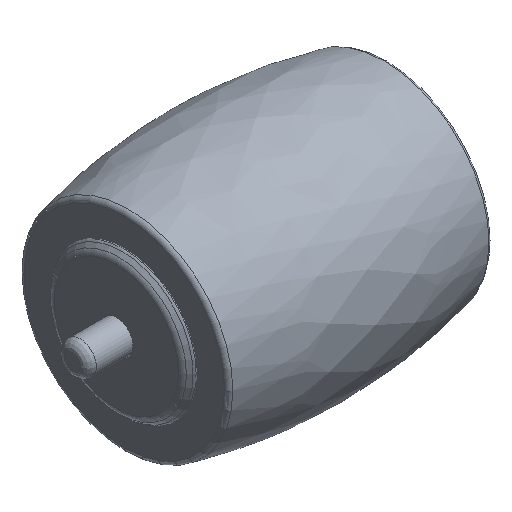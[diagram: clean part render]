
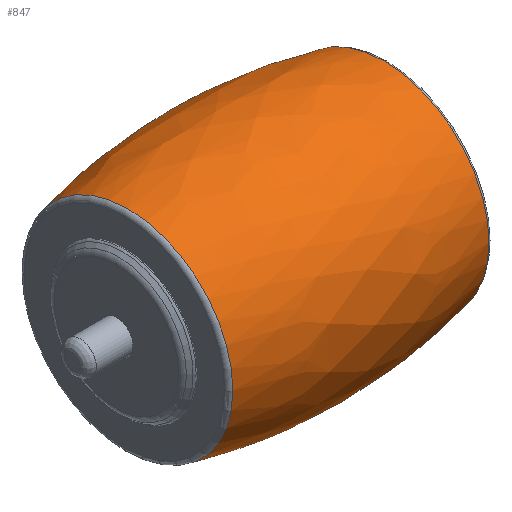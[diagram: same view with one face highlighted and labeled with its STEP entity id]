
A CAD part, isometric view. The second image highlights one B-rep face of the part: STEP entity #847.
In plain terms, the highlighted free-form (B-spline) face has degree [2, 2] with [3, 9] control points.
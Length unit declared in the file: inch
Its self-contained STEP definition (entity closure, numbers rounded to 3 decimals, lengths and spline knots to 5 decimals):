
#107=(
BOUNDED_SURFACE()
B_SPLINE_SURFACE(2,2,((#1600,#1601,#1602,#1603,#1604,#1605,#1606,#1607,
#1608),(#1609,#1610,#1611,#1612,#1613,#1614,#1615,#1616,#1617),(#1618,#1619,
#1620,#1621,#1622,#1623,#1624,#1625,#1626)),.UNSPECIFIED.,.F.,.T.,.F.)
B_SPLINE_SURFACE_WITH_KNOTS((3,3),(3,2,2,2,3),(-0.23116,0.23116),
(-3.14159,-1.5708,0.,1.5708,3.14159),
 .UNSPECIFIED.)
GEOMETRIC_REPRESENTATION_ITEM()
RATIONAL_B_SPLINE_SURFACE(((1.,0.707,1.,0.707,1.,
0.707,1.,0.707,1.),(0.973,0.688,
0.973,0.688,0.973,0.688,0.973,
0.688,0.973),(1.,0.707,1.,0.707,
1.,0.707,1.,0.707,1.)))
REPRESENTATION_ITEM('')
SURFACE()
);
#112=FACE_OUTER_BOUND('',#155,.T.);
#155=EDGE_LOOP('',(#579,#580,#581,#582,#583,#584));
#219=CIRCLE('',#969,0.25862);
#220=CIRCLE('',#970,0.25862);
#222=CIRCLE('',#974,0.25862);
#223=CIRCLE('',#975,0.25862);
#228=CIRCLE('',#982,1.37795);
#325=VERTEX_POINT('',#1445);
#326=VERTEX_POINT('',#1447);
#329=VERTEX_POINT('',#1585);
#330=VERTEX_POINT('',#1586);
#428=EDGE_CURVE('',#326,#325,#219,.T.);
#429=EDGE_CURVE('',#325,#326,#220,.T.);
#433=EDGE_CURVE('',#329,#330,#222,.T.);
#434=EDGE_CURVE('',#330,#329,#223,.T.);
#441=EDGE_CURVE('',#325,#330,#228,.T.);
#579=ORIENTED_EDGE('',*,*,#428,.T.);
#580=ORIENTED_EDGE('',*,*,#441,.T.);
#581=ORIENTED_EDGE('',*,*,#434,.T.);
#582=ORIENTED_EDGE('',*,*,#433,.T.);
#583=ORIENTED_EDGE('',*,*,#441,.F.);
#584=ORIENTED_EDGE('',*,*,#429,.T.);
#847=ADVANCED_FACE('',(#112),#107,.F.);
#969=AXIS2_PLACEMENT_3D('',#1448,#1127,#1128);
#970=AXIS2_PLACEMENT_3D('',#1449,#1129,#1130);
#974=AXIS2_PLACEMENT_3D('',#1587,#1137,#1138);
#975=AXIS2_PLACEMENT_3D('',#1588,#1139,#1140);
#982=AXIS2_PLACEMENT_3D('',#1627,#1153,#1154);
#1127=DIRECTION('center_axis',(-1.,0.,0.));
#1128=DIRECTION('ref_axis',(0.,-1.,0.));
#1129=DIRECTION('center_axis',(-1.,0.,0.));
#1130=DIRECTION('ref_axis',(0.,-1.,0.));
#1137=DIRECTION('center_axis',(1.,0.,0.));
#1138=DIRECTION('ref_axis',(0.,1.,0.));
#1139=DIRECTION('center_axis',(1.,0.,0.));
#1140=DIRECTION('ref_axis',(0.,1.,0.));
#1153=DIRECTION('center_axis',(0.,-1.,0.));
#1154=DIRECTION('ref_axis',(0.,0.,1.));
#1445=CARTESIAN_POINT('',(0.3157,1.08268,0.25862));
#1447=CARTESIAN_POINT('',(0.3157,1.3413,0.));
#1448=CARTESIAN_POINT('Origin',(0.3157,1.08268,0.));
#1449=CARTESIAN_POINT('Origin',(0.3157,1.08268,0.));
#1585=CARTESIAN_POINT('',(-0.3157,1.3413,0.));
#1586=CARTESIAN_POINT('',(-0.3157,1.08268,0.25862));
#1587=CARTESIAN_POINT('Origin',(-0.3157,1.08268,0.));
#1588=CARTESIAN_POINT('Origin',(-0.3157,1.08268,0.));
#1600=CARTESIAN_POINT('Ctrl Pts',(-0.3157,1.08268,0.25862));
#1601=CARTESIAN_POINT('Ctrl Pts',(-0.3157,0.82405,
0.25862));
#1602=CARTESIAN_POINT('Ctrl Pts',(-0.3157,0.82405,
0.));
#1603=CARTESIAN_POINT('Ctrl Pts',(-0.3157,0.82405,
-0.25862));
#1604=CARTESIAN_POINT('Ctrl Pts',(-0.3157,1.08268,-0.25862));
#1605=CARTESIAN_POINT('Ctrl Pts',(-0.3157,1.3413,-0.25862));
#1606=CARTESIAN_POINT('Ctrl Pts',(-0.3157,1.3413,0.));
#1607=CARTESIAN_POINT('Ctrl Pts',(-0.3157,1.3413,0.25862));
#1608=CARTESIAN_POINT('Ctrl Pts',(-0.3157,1.08268,0.25862));
#1609=CARTESIAN_POINT('Ctrl Pts',(0.,1.08268,
0.33293));
#1610=CARTESIAN_POINT('Ctrl Pts',(0.,0.74975,
0.33293));
#1611=CARTESIAN_POINT('Ctrl Pts',(0.,0.74975,
0.));
#1612=CARTESIAN_POINT('Ctrl Pts',(0.,0.74975,
-0.33293));
#1613=CARTESIAN_POINT('Ctrl Pts',(0.,1.08268,
-0.33293));
#1614=CARTESIAN_POINT('Ctrl Pts',(0.,1.41561,
-0.33293));
#1615=CARTESIAN_POINT('Ctrl Pts',(0.,1.41561,
0.));
#1616=CARTESIAN_POINT('Ctrl Pts',(0.,1.41561,
0.33293));
#1617=CARTESIAN_POINT('Ctrl Pts',(0.,1.08268,
0.33293));
#1618=CARTESIAN_POINT('Ctrl Pts',(0.3157,1.08268,0.25862));
#1619=CARTESIAN_POINT('Ctrl Pts',(0.3157,0.82405,0.25862));
#1620=CARTESIAN_POINT('Ctrl Pts',(0.3157,0.82405,0.));
#1621=CARTESIAN_POINT('Ctrl Pts',(0.3157,0.82405,-0.25862));
#1622=CARTESIAN_POINT('Ctrl Pts',(0.3157,1.08268,-0.25862));
#1623=CARTESIAN_POINT('Ctrl Pts',(0.3157,1.3413,-0.25862));
#1624=CARTESIAN_POINT('Ctrl Pts',(0.3157,1.3413,0.));
#1625=CARTESIAN_POINT('Ctrl Pts',(0.3157,1.3413,0.25862));
#1626=CARTESIAN_POINT('Ctrl Pts',(0.3157,1.08268,0.25862));
#1627=CARTESIAN_POINT('Origin',(0.,1.08268,-1.08268));
